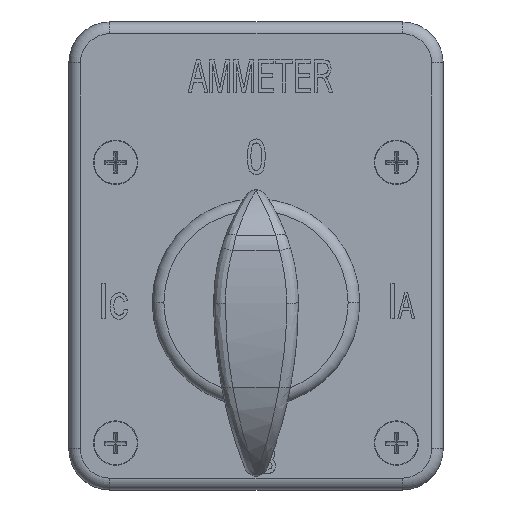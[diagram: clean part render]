
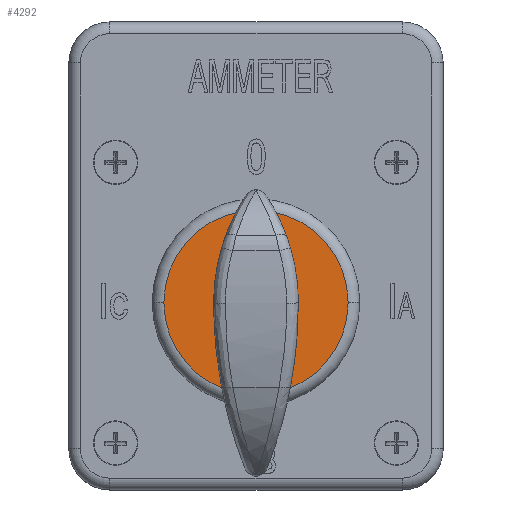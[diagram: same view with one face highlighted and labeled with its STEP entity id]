
A CAD part, top view. The second image highlights one B-rep face of the part: STEP entity #4292.
In plain terms, the highlighted planar face has unit normal (0, 0, 1).
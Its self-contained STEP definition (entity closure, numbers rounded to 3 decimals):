
#495 = CIRCLE ( 'NONE', #3227, 15.75 ) ;
#1861 = CARTESIAN_POINT ( 'NONE',  ( 0., 0., 17.2 ) ) ;
#1876 = FACE_OUTER_BOUND ( 'NONE', #9229, .T. ) ;
#2382 = CARTESIAN_POINT ( 'NONE',  ( 0., 0., 17.2 ) ) ;
#3147 = CARTESIAN_POINT ( 'NONE',  ( -15.75, 0., 17.2 ) ) ;
#3227 = AXIS2_PLACEMENT_3D ( 'NONE', #1861, #12969, #3458 ) ;
#3458 = DIRECTION ( 'NONE',  ( 1., 0., 0. ) ) ;
#3963 = DIRECTION ( 'NONE',  ( 1., 0., 0. ) ) ;
#4292 = ADVANCED_FACE ( 'NONE', ( #1876 ), #7357, .T. ) ;
#5186 = AXIS2_PLACEMENT_3D ( 'NONE', #18362, #19929, #10538 ) ;
#7357 = PLANE ( 'NONE',  #5186 ) ;
#8761 = EDGE_CURVE ( 'NONE', #15003, #16389, #495, .T. ) ;
#9229 = EDGE_LOOP ( 'NONE', ( #18092, #14872 ) ) ;
#10538 = DIRECTION ( 'NONE',  ( 1., 0., 0. ) ) ;
#12969 = DIRECTION ( 'NONE',  ( 0., 0., 1. ) ) ;
#13488 = DIRECTION ( 'NONE',  ( 0., 0., 1. ) ) ;
#14872 = ORIENTED_EDGE ( 'NONE', *, *, #8761, .T. ) ;
#15003 = VERTEX_POINT ( 'NONE', #3147 ) ;
#15687 = AXIS2_PLACEMENT_3D ( 'NONE', #2382, #13488, #3963 ) ;
#15795 = CIRCLE ( 'NONE', #15687, 15.75 ) ;
#16389 = VERTEX_POINT ( 'NONE', #16593 ) ;
#16593 = CARTESIAN_POINT ( 'NONE',  ( 15.75, 0., 17.2 ) ) ;
#18092 = ORIENTED_EDGE ( 'NONE', *, *, #18469, .T. ) ;
#18362 = CARTESIAN_POINT ( 'NONE',  ( 0., 0., 17.2 ) ) ;
#18469 = EDGE_CURVE ( 'NONE', #16389, #15003, #15795, .T. ) ;
#19929 = DIRECTION ( 'NONE',  ( 0., 0., 1. ) ) ;
